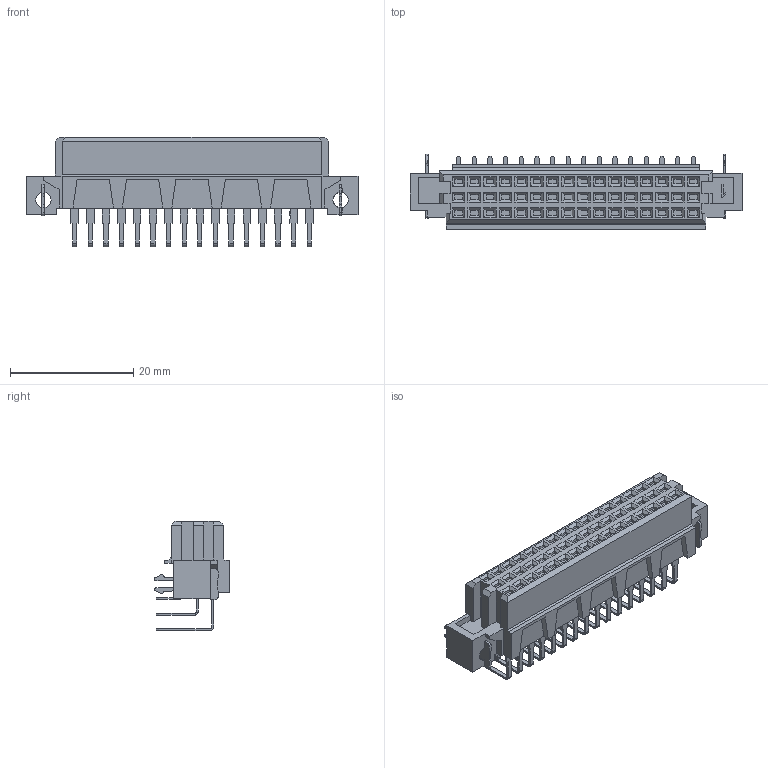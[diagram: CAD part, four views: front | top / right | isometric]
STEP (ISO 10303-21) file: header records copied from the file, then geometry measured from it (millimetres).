
FILE_DESCRIPTION( ('This file contains a STEP AP42 implementation' ,'as created by ZW3D STEP Interface translator.') ,'2;1' );
FILE_NAME( '3412-3XXAFRXXXWA1.stp' ,'2310 9.162247', (''), ('ZWCAD Software Co.'), 'Version 1.0', 'ZW3D to STEP translator', '' );
FILE_SCHEMA(('AUTOMOTIVE_DESIGN { 1 0 10303 214 1 1 1 1 }'));
Length unit declared in the file: millimetre
Products named in the file (2): 0; 3412-3XXAFRXXLA1
Bounding box: 53.9 x 12.2 x 17.78 mm (x, y, z)
Volume: 4534 mm3; surface area: 4275.5 mm2
Topology: 1 solids, 1 shells, 1816 faces, 4873 edges, 3212 vertices
Faces by surface type: plane 1507, cylinder 165, bspline 144
Entity records: 59068 total; most frequent: CARTESIAN_POINT 11780, ORIENTED_EDGE 9746, DIRECTION 8707, EDGE_CURVE 4873, VECTOR 4153, LINE 4153, VERTEX_POINT 3212, AXIS2_PLACEMENT_3D 2277
